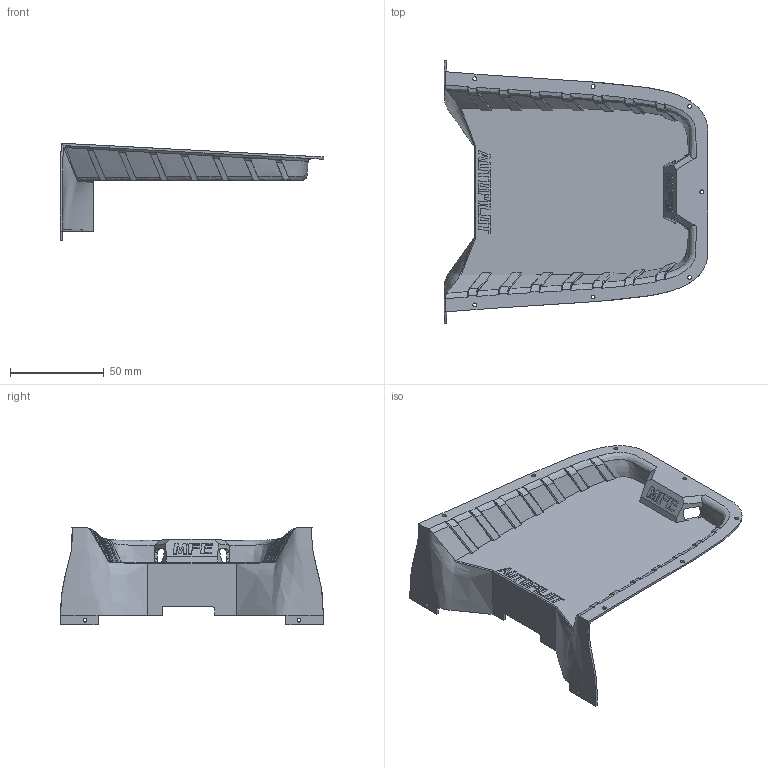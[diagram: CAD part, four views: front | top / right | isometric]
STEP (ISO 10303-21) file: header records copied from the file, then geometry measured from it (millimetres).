
FILE_DESCRIPTION(/* description */ (''),/* implementation_level */ '2;1');
FILE_NAME(/* name */ '机身飞控罩.stp',/* time_stamp */ '2021-01-15T17:15:34+08:00',/* author */ (''),/* organization */ (''),/* preprocessor_version */ 'ST-DEVELOPER v16.7',/* originating_system */ 'SIEMENS PLM Software NX 12.0',/* authorisation */ '');
FILE_SCHEMA (('AP203_CONFIGURATION_CONTROLLED_3D_DESIGN_OF_MECHANICAL_PARTS_AND_ASSEMBLIES_MIM_LF { 1 0 10303 403 2 1 2}'));
Products named in the file (1): Admi08C4504Dyxm7
Bounding box: 140.39 x 139.92 x 51.92 mm (x, y, z)
Volume: 27376.3 mm3; surface area: 46992.1 mm2
Topology: 1 solids, 1 shells, 456 faces, 1247 edges, 807 vertices
Faces by surface type: plane 190, bspline 182, extrusion 42, cylinder 42
Full cylindrical faces by diameter (mm): 2.1 x9
Entity records: 39060 total; most frequent: CARTESIAN_POINT 29688, ORIENTED_EDGE 2476, EDGE_CURVE 1238, DIRECTION 982, B_SPLINE_CURVE_WITH_KNOTS 882, VERTEX_POINT 807, EDGE_LOOP 501, ADVANCED_FACE 456
